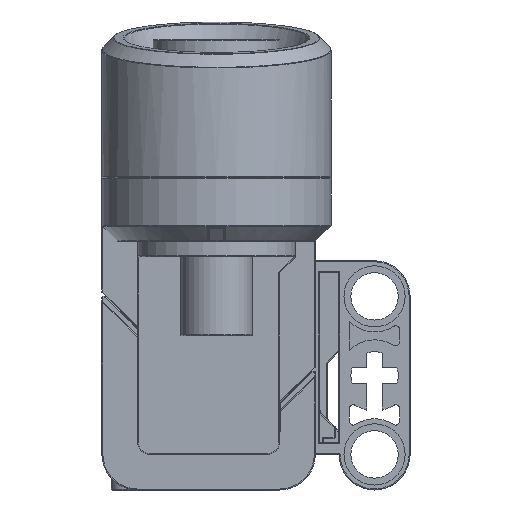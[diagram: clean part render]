
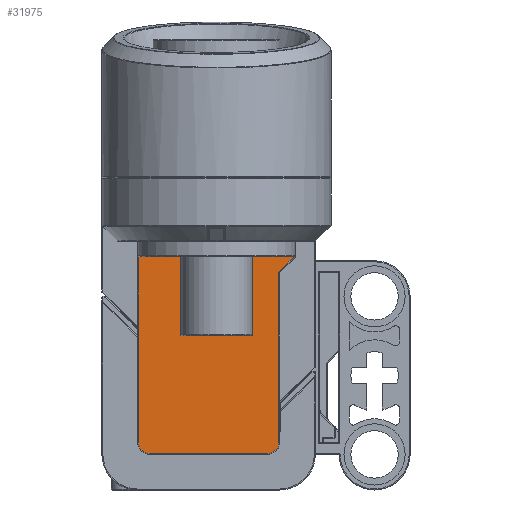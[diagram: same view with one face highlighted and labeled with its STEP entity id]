
A CAD part, left-side view. The second image highlights one B-rep face of the part: STEP entity #31975.
In plain terms, the highlighted planar face has unit normal (-1, 0, 0).
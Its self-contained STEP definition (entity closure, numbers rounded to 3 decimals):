
#3000=PLANE('',#34673);
#3801=FACE_OUTER_BOUND('',#6035,.T.);
#6035=EDGE_LOOP('',(#23102,#23103,#23104,#23105,#23106,#23107,#23108,#23109,
#23110,#23111,#23112,#23113,#23114));
#8646=LINE('',#50518,#10512);
#8648=LINE('',#50525,#10514);
#8655=LINE('',#50563,#10521);
#8664=LINE('',#50594,#10530);
#8665=LINE('',#50605,#10531);
#8667=LINE('',#50614,#10533);
#9083=LINE('',#52583,#10949);
#9084=LINE('',#52584,#10950);
#9085=LINE('',#52585,#10951);
#10512=VECTOR('',#39160,7.9);
#10514=VECTOR('',#39168,7.9);
#10521=VECTOR('',#39189,2.204);
#10530=VECTOR('',#39222,18.8);
#10531=VECTOR('',#39235,12.);
#10533=VECTOR('',#39247,17.241);
#10949=VECTOR('',#40997,4.259);
#10950=VECTOR('',#40998,7.);
#10951=VECTOR('',#40999,4.3);
#12238=CIRCLE('',#33966,0.1);
#12242=CIRCLE('',#33972,0.1);
#12251=CIRCLE('',#33998,1.1);
#12255=CIRCLE('',#34004,1.1);
#13577=VERTEX_POINT('',#50496);
#13578=VERTEX_POINT('',#50498);
#13581=VERTEX_POINT('',#50508);
#13582=VERTEX_POINT('',#50509);
#13584=VERTEX_POINT('',#50516);
#13586=VERTEX_POINT('',#50524);
#13595=VERTEX_POINT('',#50560);
#13596=VERTEX_POINT('',#50562);
#13603=VERTEX_POINT('',#50584);
#13606=VERTEX_POINT('',#50592);
#13608=VERTEX_POINT('',#50597);
#13610=VERTEX_POINT('',#50603);
#13612=VERTEX_POINT('',#50609);
#16408=EDGE_CURVE('',#13577,#13578,#12238,.F.);
#16413=EDGE_CURVE('',#13581,#13582,#12242,.F.);
#16418=EDGE_CURVE('',#13584,#13581,#8646,.T.);
#16421=EDGE_CURVE('',#13586,#13578,#8648,.T.);
#16433=EDGE_CURVE('',#13595,#13596,#8655,.T.);
#16449=EDGE_CURVE('',#13606,#13603,#8664,.T.);
#16451=EDGE_CURVE('',#13608,#13606,#12251,.T.);
#16454=EDGE_CURVE('',#13610,#13608,#8665,.T.);
#16457=EDGE_CURVE('',#13612,#13610,#12255,.T.);
#16459=EDGE_CURVE('',#13612,#13596,#8667,.T.);
#17232=EDGE_CURVE('',#13586,#13595,#9083,.T.);
#17233=EDGE_CURVE('',#13582,#13577,#9084,.T.);
#17234=EDGE_CURVE('',#13603,#13584,#9085,.T.);
#23102=ORIENTED_EDGE('',*,*,#16433,.F.);
#23103=ORIENTED_EDGE('',*,*,#17232,.F.);
#23104=ORIENTED_EDGE('',*,*,#16421,.T.);
#23105=ORIENTED_EDGE('',*,*,#16408,.F.);
#23106=ORIENTED_EDGE('',*,*,#17233,.F.);
#23107=ORIENTED_EDGE('',*,*,#16413,.F.);
#23108=ORIENTED_EDGE('',*,*,#16418,.F.);
#23109=ORIENTED_EDGE('',*,*,#17234,.F.);
#23110=ORIENTED_EDGE('',*,*,#16449,.F.);
#23111=ORIENTED_EDGE('',*,*,#16451,.F.);
#23112=ORIENTED_EDGE('',*,*,#16454,.F.);
#23113=ORIENTED_EDGE('',*,*,#16457,.F.);
#23114=ORIENTED_EDGE('',*,*,#16459,.T.);
#31975=ADVANCED_FACE('',(#3801),#3000,.T.);
#33966=AXIS2_PLACEMENT_3D('',#50499,#39139,#39140);
#33972=AXIS2_PLACEMENT_3D('',#50510,#39152,#39153);
#33998=AXIS2_PLACEMENT_3D('',#50599,#39227,#39228);
#34004=AXIS2_PLACEMENT_3D('',#50611,#39241,#39242);
#34673=AXIS2_PLACEMENT_3D('',#52582,#40995,#40996);
#39139=DIRECTION('center_axis',(1.,0.,0.));
#39140=DIRECTION('ref_axis',(0.,-0.707,-0.707));
#39152=DIRECTION('center_axis',(1.,0.,0.));
#39153=DIRECTION('ref_axis',(0.,0.707,-0.707));
#39160=DIRECTION('',(0.,0.,-1.));
#39168=DIRECTION('',(0.,0.,-1.));
#39189=DIRECTION('',(0.,0.707,-0.707));
#39222=DIRECTION('',(0.,0.,1.));
#39227=DIRECTION('center_axis',(1.,0.,0.));
#39228=DIRECTION('ref_axis',(0.,0.707,-0.707));
#39235=DIRECTION('',(0.,1.,0.));
#39241=DIRECTION('center_axis',(1.,0.,0.));
#39242=DIRECTION('ref_axis',(0.,-0.707,-0.707));
#39247=DIRECTION('',(0.,0.,1.));
#40995=DIRECTION('center_axis',(-1.,0.,0.));
#40996=DIRECTION('ref_axis',(0.,1.,0.));
#40997=DIRECTION('',(0.,-1.,0.));
#40998=DIRECTION('',(0.,-1.,0.));
#40999=DIRECTION('',(0.,-1.,0.));
#50496=CARTESIAN_POINT('',(-12.,-3.5,-9.6));
#50498=CARTESIAN_POINT('',(-12.,-3.6,-9.5));
#50499=CARTESIAN_POINT('Origin',(-12.,-3.5,-9.5));
#50508=CARTESIAN_POINT('',(-12.,3.6,-9.5));
#50509=CARTESIAN_POINT('',(-12.,3.5,-9.6));
#50510=CARTESIAN_POINT('Origin',(-12.,3.5,-9.5));
#50516=CARTESIAN_POINT('',(-12.,3.6,-1.6));
#50518=CARTESIAN_POINT('',(-12.,3.6,0.));
#50524=CARTESIAN_POINT('',(-12.,-3.6,-1.6));
#50525=CARTESIAN_POINT('',(-12.,-3.6,0.));
#50560=CARTESIAN_POINT('',(-12.,-7.859,-1.6));
#50562=CARTESIAN_POINT('',(-12.,-6.3,-3.159));
#50563=CARTESIAN_POINT('',(-12.,-6.429,-3.029));
#50584=CARTESIAN_POINT('',(-12.,7.9,-1.6));
#50592=CARTESIAN_POINT('',(-12.,7.9,-20.4));
#50594=CARTESIAN_POINT('',(-12.,7.9,0.));
#50597=CARTESIAN_POINT('',(-12.,6.8,-21.5));
#50599=CARTESIAN_POINT('Origin',(-12.,6.8,-20.4));
#50603=CARTESIAN_POINT('',(-12.,-5.2,-21.5));
#50605=CARTESIAN_POINT('',(-12.,-1.8,-21.5));
#50609=CARTESIAN_POINT('',(-12.,-6.3,-20.4));
#50611=CARTESIAN_POINT('Origin',(-12.,-5.2,-20.4));
#50614=CARTESIAN_POINT('',(-12.,-6.3,-10.8));
#52582=CARTESIAN_POINT('Origin',(-12.,-3.6,0.));
#52583=CARTESIAN_POINT('',(-12.,-8.,-1.6));
#52584=CARTESIAN_POINT('',(-12.,-8.,-9.6));
#52585=CARTESIAN_POINT('',(-12.,-8.,-1.6));
